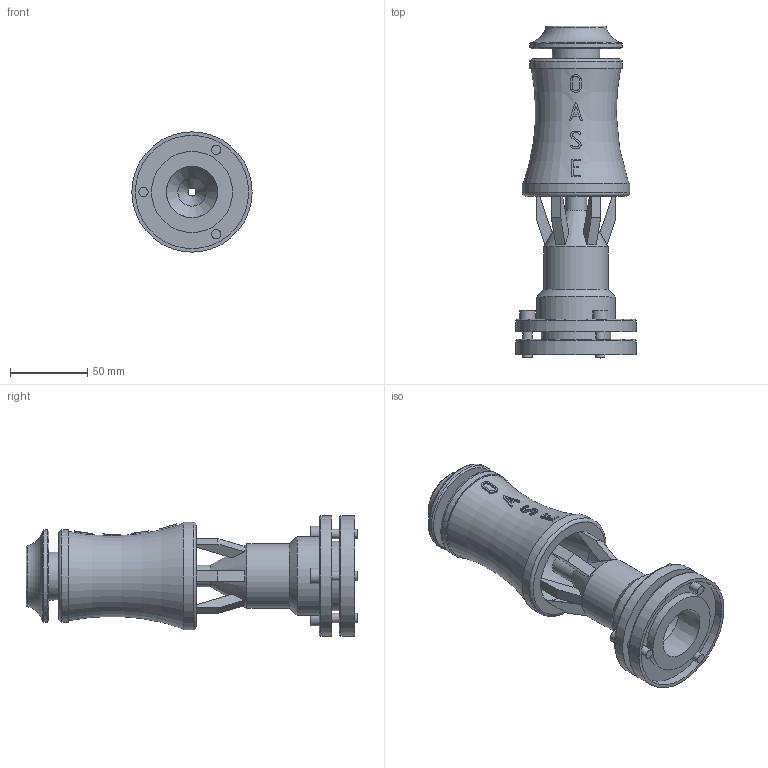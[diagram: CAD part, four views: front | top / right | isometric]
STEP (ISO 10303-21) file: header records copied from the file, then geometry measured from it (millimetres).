
FILE_DESCRIPTION(/* description */ (''),/* implementation_level */ '2;1');
FILE_NAME(/* name */ '89023_Geiser 20T.stp',/* time_stamp */ '2017-08-18T11:40:01+02:00',/* author */ ('guzb562'),/* organization */ (''),/* preprocessor_version */ 'ST-DEVELOPER v16.1',/* originating_system */ 'Autodesk Inventor 2016',/* authorisation */ '');
FILE_SCHEMA (('AUTOMOTIVE_DESIGN { 1 0 10303 214 3 1 1 }'));
Length unit declared in the file: millimetre
Products named in the file (1): 89023_Geiser 20T
Bounding box: 78 x 215.31 x 78 mm (x, y, z)
Volume: 282324.7 mm3; surface area: 87183.3 mm2
Topology: 2 solids, 2 shells, 189 faces, 452 edges, 291 vertices
Faces by surface type: plane 110, cylinder 49, torus 19, cone 11
Full cylindrical faces by diameter (mm): 5.206 x1, 6 x6, 10 x3, 14 x1, 18.339 x1, 23.793 x1, 42 x1, 44.942 x1, 51 x1, 52.5 x1, 60 x2, 70 x1, 73.5 x1, 78 x2
Entity records: 6425 total; most frequent: CARTESIAN_POINT 2165, DIRECTION 825, ORIENTED_EDGE 816, EDGE_CURVE 402, AXIS2_PLACEMENT_3D 305, VERTEX_POINT 289, EDGE_LOOP 277, LINE 215
